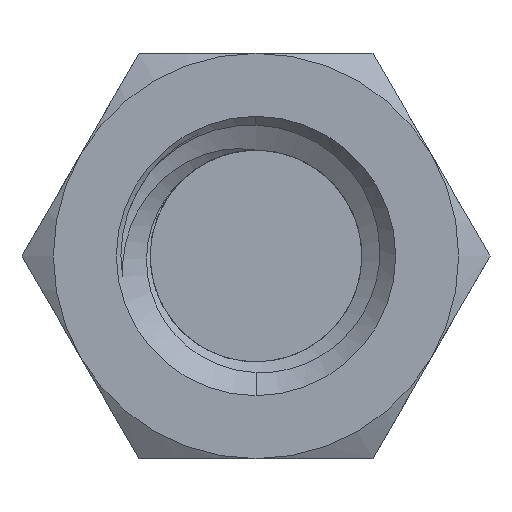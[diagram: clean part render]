
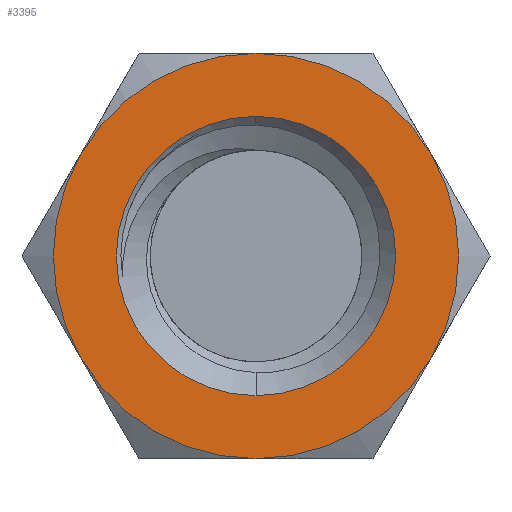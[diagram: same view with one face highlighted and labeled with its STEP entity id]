
A CAD part, left-side view. The second image highlights one B-rep face of the part: STEP entity #3395.
In plain terms, the highlighted planar face has unit normal (-1, 0, 0).
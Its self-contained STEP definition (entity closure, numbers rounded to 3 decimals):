
#5 = VERTEX_POINT ( 'NONE', #173 ) ;
#28 = AXIS2_PLACEMENT_3D ( 'NONE', #2579, #2319, #728 ) ;
#131 = DIRECTION ( 'NONE',  ( 1., 0., 0. ) ) ;
#137 = EDGE_CURVE ( 'NONE', #1309, #275, #345, .T. ) ;
#173 = CARTESIAN_POINT ( 'NONE',  ( -4.85, -1.949, -1.125 ) ) ;
#233 = ORIENTED_EDGE ( 'NONE', *, *, #712, .F. ) ;
#238 = EDGE_CURVE ( 'NONE', #993, #2606, #1677, .T. ) ;
#262 = DIRECTION ( 'NONE',  ( 0., 0., 1. ) ) ;
#275 = VERTEX_POINT ( 'NONE', #3136 ) ;
#277 = AXIS2_PLACEMENT_3D ( 'NONE', #798, #3258, #1646 ) ;
#345 = CIRCLE ( 'NONE', #28, 2.25 ) ;
#443 = EDGE_CURVE ( 'NONE', #1970, #275, #2088, .T. ) ;
#530 = DIRECTION ( 'NONE',  ( -1., 0., 0. ) ) ;
#595 = CIRCLE ( 'NONE', #1752, 1.551 ) ;
#626 = FACE_BOUND ( 'NONE', #1822, .T. ) ;
#699 = ORIENTED_EDGE ( 'NONE', *, *, #238, .F. ) ;
#712 = EDGE_CURVE ( 'NONE', #2606, #993, #595, .T. ) ;
#722 = CARTESIAN_POINT ( 'NONE',  ( -4.85, 0., 0. ) ) ;
#728 = DIRECTION ( 'NONE',  ( 0., 0., -1. ) ) ;
#775 = DIRECTION ( 'NONE',  ( 0., 0., -1. ) ) ;
#798 = CARTESIAN_POINT ( 'NONE',  ( -4.85, 0., 0. ) ) ;
#820 = CARTESIAN_POINT ( 'NONE',  ( -4.85, 0., 2.25 ) ) ;
#827 = CARTESIAN_POINT ( 'NONE',  ( -4.85, 0., 0. ) ) ;
#835 = EDGE_CURVE ( 'NONE', #1970, #3003, #2648, .T. ) ;
#965 = EDGE_LOOP ( 'NONE', ( #3170, #2742, #1155, #3295, #1948, #3030 ) ) ;
#993 = VERTEX_POINT ( 'NONE', #3229 ) ;
#1155 = ORIENTED_EDGE ( 'NONE', *, *, #2217, .F. ) ;
#1180 = AXIS2_PLACEMENT_3D ( 'NONE', #3431, #131, #2043 ) ;
#1253 = DIRECTION ( 'NONE',  ( 1., 0., 0. ) ) ;
#1279 = DIRECTION ( 'NONE',  ( 0., 0., 1. ) ) ;
#1291 = CARTESIAN_POINT ( 'NONE',  ( -4.85, 0., 0. ) ) ;
#1309 = VERTEX_POINT ( 'NONE', #3205 ) ;
#1328 = CARTESIAN_POINT ( 'NONE',  ( -4.85, 0., 0. ) ) ;
#1541 = DIRECTION ( 'NONE',  ( 0., 0., 1. ) ) ;
#1557 = VERTEX_POINT ( 'NONE', #2617 ) ;
#1646 = DIRECTION ( 'NONE',  ( 0., 0., -1. ) ) ;
#1677 = CIRCLE ( 'NONE', #3167, 1.551 ) ;
#1752 = AXIS2_PLACEMENT_3D ( 'NONE', #3452, #3181, #1541 ) ;
#1822 = EDGE_LOOP ( 'NONE', ( #233, #699 ) ) ;
#1855 = DIRECTION ( 'NONE',  ( 1., 0., 0. ) ) ;
#1899 = AXIS2_PLACEMENT_3D ( 'NONE', #1328, #1855, #775 ) ;
#1948 = ORIENTED_EDGE ( 'NONE', *, *, #443, .T. ) ;
#1970 = VERTEX_POINT ( 'NONE', #820 ) ;
#1992 = CIRCLE ( 'NONE', #1899, 2.25 ) ;
#2043 = DIRECTION ( 'NONE',  ( 0., 0., -1. ) ) ;
#2055 = PLANE ( 'NONE',  #1180 ) ;
#2088 = CIRCLE ( 'NONE', #2975, 2.25 ) ;
#2101 = EDGE_CURVE ( 'NONE', #1557, #1309, #1992, .T. ) ;
#2168 = DIRECTION ( 'NONE',  ( 1., 0., 0. ) ) ;
#2217 = EDGE_CURVE ( 'NONE', #3003, #5, #3287, .T. ) ;
#2319 = DIRECTION ( 'NONE',  ( 1., 0., 0. ) ) ;
#2335 = CARTESIAN_POINT ( 'NONE',  ( -4.85, -1.949, 1.125 ) ) ;
#2435 = AXIS2_PLACEMENT_3D ( 'NONE', #722, #1253, #2587 ) ;
#2467 = DIRECTION ( 'NONE',  ( 0., 0., -1. ) ) ;
#2472 = CARTESIAN_POINT ( 'NONE',  ( -4.85, 0., 1.551 ) ) ;
#2579 = CARTESIAN_POINT ( 'NONE',  ( -4.85, 0., 0. ) ) ;
#2587 = DIRECTION ( 'NONE',  ( 0., 0., -1. ) ) ;
#2588 = AXIS2_PLACEMENT_3D ( 'NONE', #827, #2168, #2467 ) ;
#2606 = VERTEX_POINT ( 'NONE', #2472 ) ;
#2617 = CARTESIAN_POINT ( 'NONE',  ( -4.85, 0., -2.25 ) ) ;
#2648 = CIRCLE ( 'NONE', #2435, 2.25 ) ;
#2682 = FACE_OUTER_BOUND ( 'NONE', #965, .T. ) ;
#2742 = ORIENTED_EDGE ( 'NONE', *, *, #3531, .F. ) ;
#2902 = CARTESIAN_POINT ( 'NONE',  ( -4.85, 0., 0. ) ) ;
#2975 = AXIS2_PLACEMENT_3D ( 'NONE', #1291, #3471, #1279 ) ;
#3003 = VERTEX_POINT ( 'NONE', #2335 ) ;
#3030 = ORIENTED_EDGE ( 'NONE', *, *, #137, .F. ) ;
#3136 = CARTESIAN_POINT ( 'NONE',  ( -4.85, 1.949, 1.125 ) ) ;
#3167 = AXIS2_PLACEMENT_3D ( 'NONE', #2902, #530, #262 ) ;
#3170 = ORIENTED_EDGE ( 'NONE', *, *, #2101, .F. ) ;
#3181 = DIRECTION ( 'NONE',  ( -1., 0., 0. ) ) ;
#3205 = CARTESIAN_POINT ( 'NONE',  ( -4.85, 1.949, -1.125 ) ) ;
#3229 = CARTESIAN_POINT ( 'NONE',  ( -4.85, 0., -1.551 ) ) ;
#3258 = DIRECTION ( 'NONE',  ( 1., 0., 0. ) ) ;
#3287 = CIRCLE ( 'NONE', #2588, 2.25 ) ;
#3295 = ORIENTED_EDGE ( 'NONE', *, *, #835, .F. ) ;
#3395 = ADVANCED_FACE ( 'NONE', ( #626, #2682 ), #2055, .F. ) ;
#3431 = CARTESIAN_POINT ( 'NONE',  ( -4.85, 2.598, 0. ) ) ;
#3452 = CARTESIAN_POINT ( 'NONE',  ( -4.85, 0., 0. ) ) ;
#3471 = DIRECTION ( 'NONE',  ( -1., 0., 0. ) ) ;
#3531 = EDGE_CURVE ( 'NONE', #5, #1557, #3539, .T. ) ;
#3539 = CIRCLE ( 'NONE', #277, 2.25 ) ;
